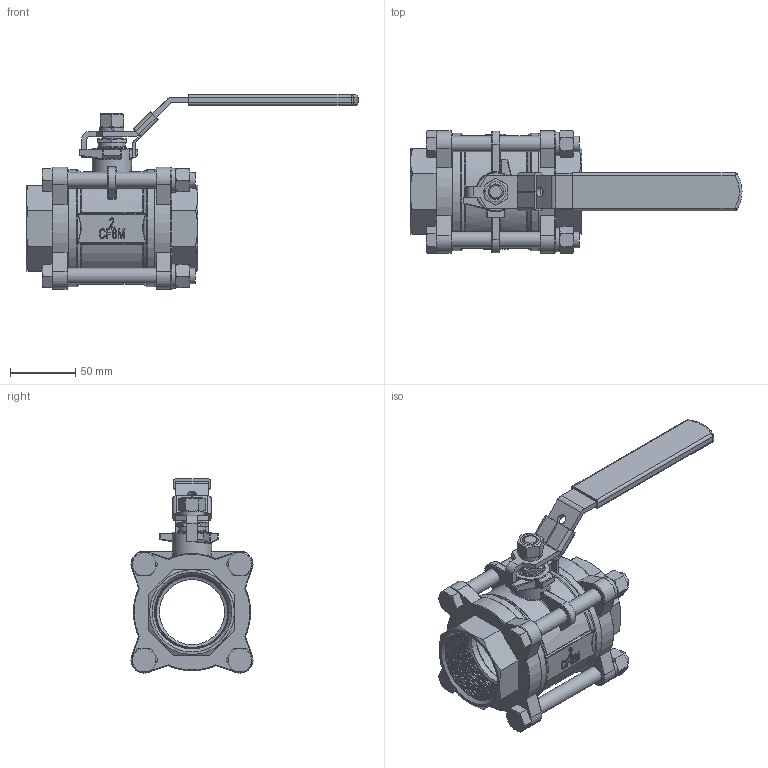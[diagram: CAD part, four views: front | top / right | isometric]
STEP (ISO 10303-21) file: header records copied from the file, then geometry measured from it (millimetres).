
FILE_DESCRIPTION(('STEP AP214'),'1');
FILE_NAME('2.stp','2020-08-04T06:25:17',(' '),(' '),'Spatial InterOp 3D',' ',' ');
FILE_SCHEMA(('AUTOMOTIVE_DESIGN { 1 0 10303 214 1 1 1 1 }'));
Length unit declared in the file: millimetre
Products named in the file (23): 3PC_____ 2; 阀体; 阀盖; 螺栓 ： 六角头 - M12.0 x 110.0; 弹簧垫圈; 螺母 ： 标准 - M12.0 x 10.8; 阀杆; 格兰; 手柄; 六角螺母; 把套; 锁扣
Assembly tree (22 placements, depth 2):
  3PC_____ 2
    阀体
    阀盖
    阀盖
    螺栓 ： 六角头 - M12.0 x 110.0
    弹簧垫圈
    螺母 ： 标准 - M12.0 x 10.8
    螺栓 ： 六角头 - M12.0 x 110.0
    弹簧垫圈
    螺母 ： 标准 - M12.0 x 10.8
    螺栓 ： 六角头 - M12.0 x 110.0
    弹簧垫圈
    螺母 ： 标准 - M12.0 x 10.8
    螺栓 ： 六角头 - M12.0 x 110.0
    弹簧垫圈
    螺母 ： 标准 - M12.0 x 10.8
    阀杆
    格兰
    手柄
    弹簧垫圈
    六角螺母
    把套
    锁扣
Bounding box: 254.87 x 94.32 x 149.07 mm (x, y, z)
Volume: 387571 mm3; surface area: 168870.9 mm2
Topology: 22 solids, 22 shells, 1276 faces, 3295 edges, 2068 vertices
Faces by surface type: plane 818, cylinder 184, cone 99, bspline 92, torus 55, sphere 28
Full cylindrical faces by diameter (mm): 7.5 x1, 10.2 x1, 12 x8, 12.8 x10, 15 x1, 15.495 x1, 15.5 x1, 19 x1, 19.795 x1, 20.5 x1, 20.695 x1, 22.1 x1, 30.205 x1, 50 x2, 78 x1, 78.5 x2, 82.2 x2, 90 x4
Entity records: 68100 total; most frequent: CARTESIAN_POINT 27949, ORIENTED_EDGE 6356, DIRECTION 5593, EDGE_CURVE 3178, LINE 2173, VECTOR 2173, VERTEX_POINT 2049, AXIS2_PLACEMENT_3D 1710
